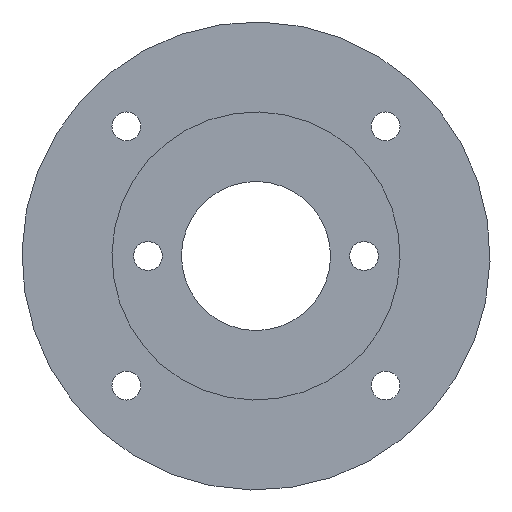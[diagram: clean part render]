
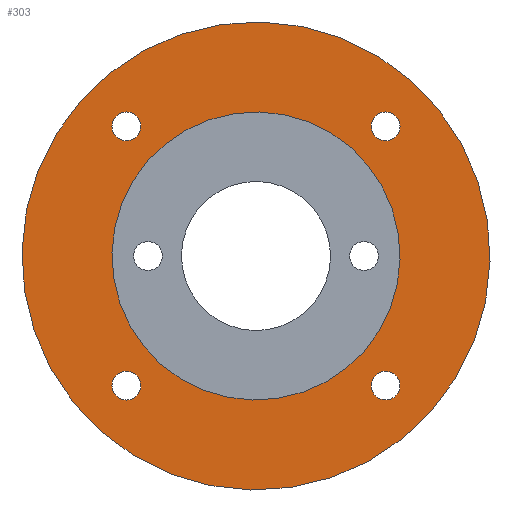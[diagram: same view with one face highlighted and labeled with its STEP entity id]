
A CAD part, left-side view. The second image highlights one B-rep face of the part: STEP entity #303.
In plain terms, the highlighted planar face has unit normal (-1, 0, 0).
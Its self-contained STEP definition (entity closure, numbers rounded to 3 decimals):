
#170=CARTESIAN_POINT('Vertex',(-15.,-19.177,-35.103)) ;
#173=CARTESIAN_POINT('Axis2P3D Location',(-15.,0.,0.)) ;
#177=CARTESIAN_POINT('Vertex',(-15.,19.177,35.103)) ;
#192=CARTESIAN_POINT('Axis2P3D Location',(-15.,0.,0.)) ;
#204=CARTESIAN_POINT('Axis2P3D Location',(-15.,0.,65.)) ;
#209=CARTESIAN_POINT('Axis2P3D Location',(-15.,0.,0.)) ;
#213=CARTESIAN_POINT('Vertex',(-15.,-31.163,-57.043)) ;
#215=CARTESIAN_POINT('Vertex',(-15.,31.163,57.043)) ;
#218=CARTESIAN_POINT('Axis2P3D Location',(-15.,0.,0.)) ;
#227=CARTESIAN_POINT('Axis2P3D Location',(-15.,36.,-36.)) ;
#231=CARTESIAN_POINT('Vertex',(-15.,32.,-36.)) ;
#233=CARTESIAN_POINT('Vertex',(-15.,40.,-36.)) ;
#236=CARTESIAN_POINT('Axis2P3D Location',(-15.,36.,-36.)) ;
#245=CARTESIAN_POINT('Axis2P3D Location',(-15.,-36.,-36.)) ;
#249=CARTESIAN_POINT('Vertex',(-15.,-39.989,-36.301)) ;
#251=CARTESIAN_POINT('Vertex',(-15.,-32.011,-35.699)) ;
#254=CARTESIAN_POINT('Axis2P3D Location',(-15.,-36.,-36.)) ;
#263=CARTESIAN_POINT('Axis2P3D Location',(-15.,-36.,36.)) ;
#267=CARTESIAN_POINT('Vertex',(-15.,-40.,36.)) ;
#269=CARTESIAN_POINT('Vertex',(-15.,-32.,36.)) ;
#272=CARTESIAN_POINT('Axis2P3D Location',(-15.,-36.,36.)) ;
#281=CARTESIAN_POINT('Axis2P3D Location',(-15.,36.,36.)) ;
#285=CARTESIAN_POINT('Vertex',(-15.,32.,36.)) ;
#287=CARTESIAN_POINT('Vertex',(-15.,40.,36.)) ;
#290=CARTESIAN_POINT('Axis2P3D Location',(-15.,36.,36.)) ;
#174=DIRECTION('Axis2P3D Direction',(-1.,0.,0.)) ;
#193=DIRECTION('Axis2P3D Direction',(-1.,0.,0.)) ;
#205=DIRECTION('Axis2P3D Direction',(-1.,0.,0.)) ;
#206=DIRECTION('Axis2P3D XDirection',(0.,1.,0.)) ;
#210=DIRECTION('Axis2P3D Direction',(-1.,0.,0.)) ;
#219=DIRECTION('Axis2P3D Direction',(-1.,0.,0.)) ;
#228=DIRECTION('Axis2P3D Direction',(-1.,0.,0.)) ;
#237=DIRECTION('Axis2P3D Direction',(-1.,0.,0.)) ;
#246=DIRECTION('Axis2P3D Direction',(-1.,0.,0.)) ;
#255=DIRECTION('Axis2P3D Direction',(-1.,0.,0.)) ;
#264=DIRECTION('Axis2P3D Direction',(-1.,0.,0.)) ;
#273=DIRECTION('Axis2P3D Direction',(-1.,0.,0.)) ;
#282=DIRECTION('Axis2P3D Direction',(-1.,0.,0.)) ;
#291=DIRECTION('Axis2P3D Direction',(-1.,0.,0.)) ;
#175=AXIS2_PLACEMENT_3D('Circle Axis2P3D',#173,#174,$) ;
#194=AXIS2_PLACEMENT_3D('Circle Axis2P3D',#192,#193,$) ;
#207=AXIS2_PLACEMENT_3D('Plane Axis2P3D',#204,#205,#206) ;
#211=AXIS2_PLACEMENT_3D('Circle Axis2P3D',#209,#210,$) ;
#220=AXIS2_PLACEMENT_3D('Circle Axis2P3D',#218,#219,$) ;
#229=AXIS2_PLACEMENT_3D('Circle Axis2P3D',#227,#228,$) ;
#238=AXIS2_PLACEMENT_3D('Circle Axis2P3D',#236,#237,$) ;
#247=AXIS2_PLACEMENT_3D('Circle Axis2P3D',#245,#246,$) ;
#256=AXIS2_PLACEMENT_3D('Circle Axis2P3D',#254,#255,$) ;
#265=AXIS2_PLACEMENT_3D('Circle Axis2P3D',#263,#264,$) ;
#274=AXIS2_PLACEMENT_3D('Circle Axis2P3D',#272,#273,$) ;
#283=AXIS2_PLACEMENT_3D('Circle Axis2P3D',#281,#282,$) ;
#292=AXIS2_PLACEMENT_3D('Circle Axis2P3D',#290,#291,$) ;
#224=ORIENTED_EDGE('',*,*,#217,.T.) ;
#225=ORIENTED_EDGE('',*,*,#222,.T.) ;
#242=ORIENTED_EDGE('',*,*,#235,.F.) ;
#243=ORIENTED_EDGE('',*,*,#240,.F.) ;
#260=ORIENTED_EDGE('',*,*,#253,.F.) ;
#261=ORIENTED_EDGE('',*,*,#258,.F.) ;
#278=ORIENTED_EDGE('',*,*,#271,.F.) ;
#279=ORIENTED_EDGE('',*,*,#276,.F.) ;
#296=ORIENTED_EDGE('',*,*,#289,.F.) ;
#297=ORIENTED_EDGE('',*,*,#294,.F.) ;
#300=ORIENTED_EDGE('',*,*,#196,.F.) ;
#301=ORIENTED_EDGE('',*,*,#179,.F.) ;
#244=FACE_BOUND('',#241,.T.) ;
#262=FACE_BOUND('',#259,.T.) ;
#280=FACE_BOUND('',#277,.T.) ;
#298=FACE_BOUND('',#295,.T.) ;
#302=FACE_BOUND('',#299,.T.) ;
#303=ADVANCED_FACE('Corps principal',(#226,#244,#262,#280,#298,#302),#208,.T.) ;
#176=CIRCLE('generated circle',#175,40.) ;
#195=CIRCLE('generated circle',#194,40.) ;
#212=CIRCLE('generated circle',#211,65.) ;
#221=CIRCLE('generated circle',#220,65.) ;
#230=CIRCLE('generated circle',#229,4.) ;
#239=CIRCLE('generated circle',#238,4.) ;
#248=CIRCLE('generated circle',#247,4.) ;
#257=CIRCLE('generated circle',#256,4.) ;
#266=CIRCLE('generated circle',#265,4.) ;
#275=CIRCLE('generated circle',#274,4.) ;
#284=CIRCLE('generated circle',#283,4.) ;
#293=CIRCLE('generated circle',#292,4.) ;
#179=EDGE_CURVE('',#171,#178,#176,.T.) ;
#196=EDGE_CURVE('',#178,#171,#195,.T.) ;
#217=EDGE_CURVE('',#214,#216,#212,.T.) ;
#222=EDGE_CURVE('',#216,#214,#221,.T.) ;
#235=EDGE_CURVE('',#232,#234,#230,.T.) ;
#240=EDGE_CURVE('',#234,#232,#239,.T.) ;
#253=EDGE_CURVE('',#250,#252,#248,.T.) ;
#258=EDGE_CURVE('',#252,#250,#257,.T.) ;
#271=EDGE_CURVE('',#268,#270,#266,.T.) ;
#276=EDGE_CURVE('',#270,#268,#275,.T.) ;
#289=EDGE_CURVE('',#286,#288,#284,.T.) ;
#294=EDGE_CURVE('',#288,#286,#293,.T.) ;
#223=EDGE_LOOP('',(#224,#225)) ;
#241=EDGE_LOOP('',(#242,#243)) ;
#259=EDGE_LOOP('',(#260,#261)) ;
#277=EDGE_LOOP('',(#278,#279)) ;
#295=EDGE_LOOP('',(#296,#297)) ;
#299=EDGE_LOOP('',(#300,#301)) ;
#226=FACE_OUTER_BOUND('',#223,.T.) ;
#208=PLANE('Plane',#207) ;
#171=VERTEX_POINT('',#170) ;
#178=VERTEX_POINT('',#177) ;
#214=VERTEX_POINT('',#213) ;
#216=VERTEX_POINT('',#215) ;
#232=VERTEX_POINT('',#231) ;
#234=VERTEX_POINT('',#233) ;
#250=VERTEX_POINT('',#249) ;
#252=VERTEX_POINT('',#251) ;
#268=VERTEX_POINT('',#267) ;
#270=VERTEX_POINT('',#269) ;
#286=VERTEX_POINT('',#285) ;
#288=VERTEX_POINT('',#287) ;
